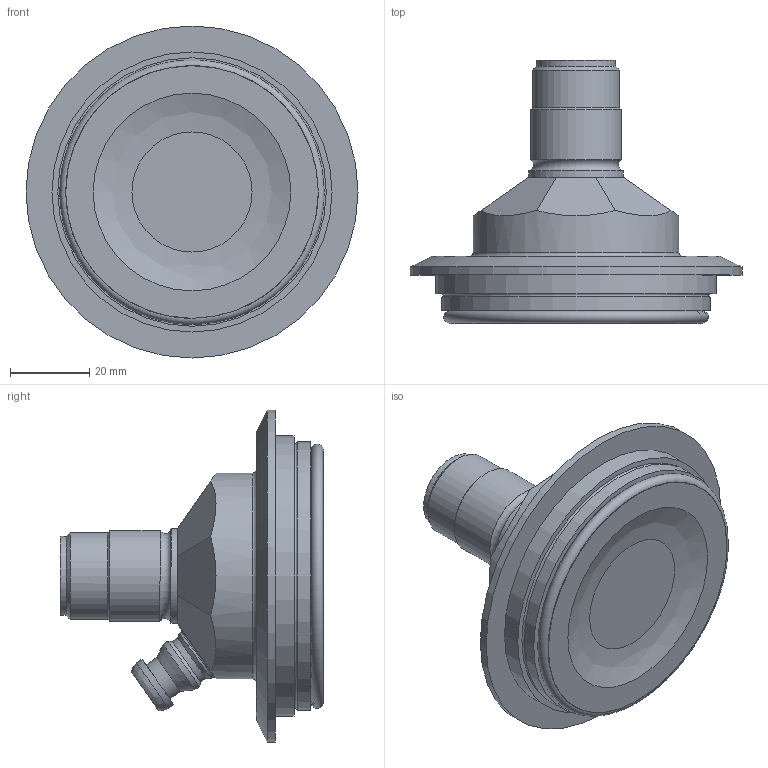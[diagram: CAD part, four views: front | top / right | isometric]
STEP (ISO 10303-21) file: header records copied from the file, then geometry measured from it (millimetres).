
FILE_DESCRIPTION(/* description */ ('This is a sample STEP configuration'),/* implementation_level */ '2;1');
FILE_NAME(/* name */ '850009-1.stp',/* time_stamp */ '2021-04-28T22:50:16+02:00',/* author */ ('powerJobs'),/* organization */ ('coolOrange'),/* preprocessor_version */ 'ST-DEVELOPER v18',/* originating_system */ 'Autodesk Inventor 2020',/* authorisation */ '');
FILE_SCHEMA (('AUTOMOTIVE_DESIGN { 1 0 10303 214 3 1 1 }'));
Length unit declared in the file: millimetre
Products named in the file (1): 850009-1
Bounding box: 84 x 66.62 x 84 mm (x, y, z)
Volume: 107370.4 mm3; surface area: 25965.3 mm2
Topology: 1 solids, 3 shells, 68 faces, 181 edges, 128 vertices
Faces by surface type: plane 24, cylinder 23, cone 12, torus 7, bspline 2
Full cylindrical faces by diameter (mm): 9 x1, 10.5 x1, 12.5 x1, 14 x5, 18.1 x1, 20 x1, 20.5 x2, 21 x2, 22 x2, 23 x1, 24 x1, 52 x1, 63.9 x1, 67.9 x1, 70.85 x1, 84 x1
Entity records: 2589 total; most frequent: CARTESIAN_POINT 658, DIRECTION 409, ORIENTED_EDGE 362, EDGE_CURVE 181, AXIS2_PLACEMENT_3D 180, VERTEX_POINT 128, CIRCLE 96, EDGE_LOOP 83
